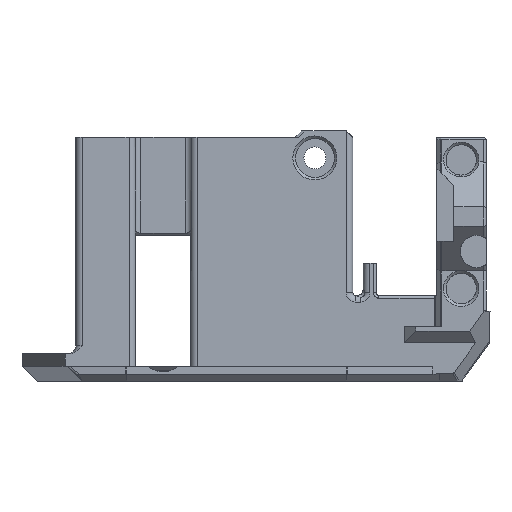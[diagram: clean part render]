
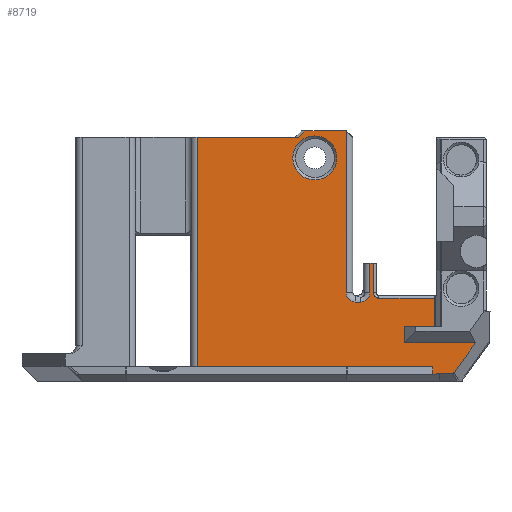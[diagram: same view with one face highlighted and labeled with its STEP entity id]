
A CAD part, left-side view. The second image highlights one B-rep face of the part: STEP entity #8719.
In plain terms, the highlighted planar face has unit normal (-1, 0, 0).
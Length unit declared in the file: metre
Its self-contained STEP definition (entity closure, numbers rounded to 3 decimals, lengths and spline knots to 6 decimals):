
#123=ELLIPSE('',#9290,0.000567,0.0004);
#124=ELLIPSE('',#9291,0.000602,0.0004);
#394=LINE('',#12921,#1234);
#413=LINE('',#13002,#1253);
#414=LINE('',#13005,#1254);
#415=LINE('',#13006,#1255);
#416=LINE('',#13008,#1256);
#417=LINE('',#13010,#1257);
#418=LINE('',#13014,#1258);
#419=LINE('',#13018,#1259);
#420=LINE('',#13020,#1260);
#421=LINE('',#13022,#1261);
#422=LINE('',#13024,#1262);
#423=LINE('',#13026,#1263);
#424=LINE('',#13028,#1264);
#425=LINE('',#13032,#1265);
#426=LINE('',#13034,#1266);
#427=LINE('',#13036,#1267);
#428=LINE('',#13040,#1268);
#429=LINE('',#13041,#1269);
#430=LINE('',#13043,#1270);
#1234=VECTOR('',#10284,1.);
#1253=VECTOR('',#10371,1.);
#1254=VECTOR('',#10372,1.);
#1255=VECTOR('',#10373,1.);
#1256=VECTOR('',#10374,1.);
#1257=VECTOR('',#10375,1.);
#1258=VECTOR('',#10378,1.);
#1259=VECTOR('',#10381,1.);
#1260=VECTOR('',#10382,1.);
#1261=VECTOR('',#10383,1.);
#1262=VECTOR('',#10384,1.);
#1263=VECTOR('',#10385,1.);
#1264=VECTOR('',#10386,1.);
#1265=VECTOR('',#10389,1.);
#1266=VECTOR('',#10390,1.);
#1267=VECTOR('',#10391,1.);
#1268=VECTOR('',#10394,1.);
#1269=VECTOR('',#10395,1.);
#1270=VECTOR('',#10396,1.);
#1964=PLANE('',#9288);
#2632=ORIENTED_EDGE('',*,*,#5272,.F.);
#2633=ORIENTED_EDGE('',*,*,#5273,.F.);
#2634=ORIENTED_EDGE('',*,*,#5274,.T.);
#2635=ORIENTED_EDGE('',*,*,#5233,.F.);
#2636=ORIENTED_EDGE('',*,*,#5275,.F.);
#2637=ORIENTED_EDGE('',*,*,#5276,.F.);
#2638=ORIENTED_EDGE('',*,*,#5277,.T.);
#2639=ORIENTED_EDGE('',*,*,#5278,.F.);
#2640=ORIENTED_EDGE('',*,*,#5279,.F.);
#2641=ORIENTED_EDGE('',*,*,#5280,.F.);
#2642=ORIENTED_EDGE('',*,*,#5281,.F.);
#2643=ORIENTED_EDGE('',*,*,#5282,.F.);
#2644=ORIENTED_EDGE('',*,*,#5283,.F.);
#2645=ORIENTED_EDGE('',*,*,#5284,.F.);
#2646=ORIENTED_EDGE('',*,*,#5285,.F.);
#2647=ORIENTED_EDGE('',*,*,#5286,.F.);
#2648=ORIENTED_EDGE('',*,*,#5287,.F.);
#2649=ORIENTED_EDGE('',*,*,#5288,.F.);
#2650=ORIENTED_EDGE('',*,*,#5289,.T.);
#2651=ORIENTED_EDGE('',*,*,#5290,.F.);
#2652=ORIENTED_EDGE('',*,*,#5291,.F.);
#2653=ORIENTED_EDGE('',*,*,#5292,.F.);
#2654=ORIENTED_EDGE('',*,*,#5268,.F.);
#2655=ORIENTED_EDGE('',*,*,#5293,.F.);
#2656=ORIENTED_EDGE('',*,*,#5294,.F.);
#5233=EDGE_CURVE('',#6557,#6558,#394,.T.);
#5268=EDGE_CURVE('',#6581,#6582,#7284,.T.);
#5272=EDGE_CURVE('',#6585,#6585,#7288,.T.);
#5273=EDGE_CURVE('',#6586,#6587,#413,.T.);
#5274=EDGE_CURVE('',#6586,#6558,#414,.T.);
#5275=EDGE_CURVE('',#6588,#6557,#415,.T.);
#5276=EDGE_CURVE('',#6589,#6588,#416,.T.);
#5277=EDGE_CURVE('',#6589,#6590,#417,.T.);
#5278=EDGE_CURVE('',#6591,#6590,#123,.T.);
#5279=EDGE_CURVE('',#6592,#6591,#418,.T.);
#5280=EDGE_CURVE('',#6593,#6592,#124,.T.);
#5281=EDGE_CURVE('',#6594,#6593,#419,.T.);
#5282=EDGE_CURVE('',#6595,#6594,#420,.T.);
#5283=EDGE_CURVE('',#6596,#6595,#421,.T.);
#5284=EDGE_CURVE('',#6597,#6596,#422,.T.);
#5285=EDGE_CURVE('',#6598,#6597,#423,.T.);
#5286=EDGE_CURVE('',#6599,#6598,#424,.T.);
#5287=EDGE_CURVE('',#6600,#6599,#7289,.T.);
#5288=EDGE_CURVE('',#6601,#6600,#425,.T.);
#5289=EDGE_CURVE('',#6601,#6602,#426,.T.);
#5290=EDGE_CURVE('',#6603,#6602,#427,.T.);
#5291=EDGE_CURVE('',#6604,#6603,#7290,.T.);
#5292=EDGE_CURVE('',#6582,#6604,#428,.T.);
#5293=EDGE_CURVE('',#6605,#6581,#429,.T.);
#5294=EDGE_CURVE('',#6587,#6605,#430,.T.);
#6557=VERTEX_POINT('',#12920);
#6558=VERTEX_POINT('',#12922);
#6581=VERTEX_POINT('',#12992);
#6582=VERTEX_POINT('',#12993);
#6585=VERTEX_POINT('',#13001);
#6586=VERTEX_POINT('',#13003);
#6587=VERTEX_POINT('',#13004);
#6588=VERTEX_POINT('',#13007);
#6589=VERTEX_POINT('',#13009);
#6590=VERTEX_POINT('',#13011);
#6591=VERTEX_POINT('',#13013);
#6592=VERTEX_POINT('',#13015);
#6593=VERTEX_POINT('',#13017);
#6594=VERTEX_POINT('',#13019);
#6595=VERTEX_POINT('',#13021);
#6596=VERTEX_POINT('',#13023);
#6597=VERTEX_POINT('',#13025);
#6598=VERTEX_POINT('',#13027);
#6599=VERTEX_POINT('',#13029);
#6600=VERTEX_POINT('',#13031);
#6601=VERTEX_POINT('',#13033);
#6602=VERTEX_POINT('',#13035);
#6603=VERTEX_POINT('',#13037);
#6604=VERTEX_POINT('',#13039);
#6605=VERTEX_POINT('',#13042);
#7284=CIRCLE('',#9284,0.0014);
#7288=CIRCLE('',#9289,0.0034);
#7289=CIRCLE('',#9292,0.0008);
#7290=CIRCLE('',#9293,0.0014);
#7498=EDGE_LOOP('',(#2632));
#7499=EDGE_LOOP('',(#2633,#2634,#2635,#2636,#2637,#2638,#2639,#2640,#2641,
#2642,#2643,#2644,#2645,#2646,#2647,#2648,#2649,#2650,#2651,#2652,#2653,
#2654,#2655,#2656));
#8038=FACE_BOUND('',#7498,.T.);
#8039=FACE_BOUND('',#7499,.T.);
#8719=ADVANCED_FACE('',(#8038,#8039),#1964,.T.);
#9284=AXIS2_PLACEMENT_3D('',#12991,#10359,#10360);
#9288=AXIS2_PLACEMENT_3D('',#12999,#10367,#10368);
#9289=AXIS2_PLACEMENT_3D('',#13000,#10369,#10370);
#9290=AXIS2_PLACEMENT_3D('',#13012,#10376,#10377);
#9291=AXIS2_PLACEMENT_3D('',#13016,#10379,#10380);
#9292=AXIS2_PLACEMENT_3D('',#13030,#10387,#10388);
#9293=AXIS2_PLACEMENT_3D('',#13038,#10392,#10393);
#10284=DIRECTION('',(0.,0.,1.));
#10359=DIRECTION('',(-1.,0.,0.));
#10360=DIRECTION('',(0.,1.,0.));
#10367=DIRECTION('',(-1.,0.,0.));
#10368=DIRECTION('',(0.,-1.,0.));
#10369=DIRECTION('',(-1.,0.,0.));
#10370=DIRECTION('',(0.,-1.,0.));
#10371=DIRECTION('',(0.,-0.707,0.707));
#10372=DIRECTION('',(0.,1.,0.));
#10373=DIRECTION('',(0.,1.,0.));
#10374=DIRECTION('',(0.,0.,1.));
#10375=DIRECTION('',(0.,-0.984,0.176));
#10376=DIRECTION('',(-1.,0.,0.));
#10377=DIRECTION('',(0.,0.09,-0.996));
#10378=DIRECTION('',(0.,1.,0.));
#10379=DIRECTION('',(1.,0.,0.));
#10380=DIRECTION('',(0.,0.458,0.889));
#10381=DIRECTION('',(0.,0.581,-0.814));
#10382=DIRECTION('',(0.,-1.,0.));
#10383=DIRECTION('',(0.,0.,-1.));
#10384=DIRECTION('',(0.,1.,0.));
#10385=DIRECTION('',(0.,0.,-1.));
#10386=DIRECTION('',(0.,-1.,0.));
#10387=DIRECTION('',(-1.,0.,0.));
#10388=DIRECTION('',(0.,-1.,0.));
#10389=DIRECTION('',(0.,0.,-1.));
#10390=DIRECTION('',(0.,1.,0.));
#10391=DIRECTION('',(0.,0.,1.));
#10392=DIRECTION('',(-1.,0.,0.));
#10393=DIRECTION('',(0.,1.,0.));
#10394=DIRECTION('',(0.,-1.,0.));
#10395=DIRECTION('',(0.,0.,-1.));
#10396=DIRECTION('',(0.,-1.,0.));
#12920=CARTESIAN_POINT('',(-0.246684,0.109629,0.0022));
#12921=CARTESIAN_POINT('',(-0.246684,0.109629,0.020415));
#12922=CARTESIAN_POINT('',(-0.246684,0.109629,0.03763));
#12991=CARTESIAN_POINT('',(-0.246684,0.085154,0.0136));
#12992=CARTESIAN_POINT('',(-0.246684,0.086554,0.0136));
#12993=CARTESIAN_POINT('',(-0.246684,0.085154,0.0122));
#12999=CARTESIAN_POINT('',(-0.246684,0.128379,0.0032));
#13000=CARTESIAN_POINT('',(-0.246684,0.09142,0.034464));
#13001=CARTESIAN_POINT('',(-0.246684,0.08802,0.034464));
#13002=CARTESIAN_POINT('',(-0.246684,0.108941,0.022652));
#13003=CARTESIAN_POINT('',(-0.246684,0.093965,0.03763));
#13004=CARTESIAN_POINT('',(-0.246684,0.092963,0.03863));
#13005=CARTESIAN_POINT('',(-0.246684,0.128379,0.03763));
#13006=CARTESIAN_POINT('',(-0.246684,0.09867,0.0022));
#13007=CARTESIAN_POINT('',(-0.246684,0.07318,0.0022));
#13008=CARTESIAN_POINT('',(-0.246684,0.07318,0.0024));
#13009=CARTESIAN_POINT('',(-0.246684,0.07318,0.001006));
#13010=CARTESIAN_POINT('',(-0.246684,0.126279,-0.008512));
#13011=CARTESIAN_POINT('',(-0.246684,0.072126,0.001195));
#13012=CARTESIAN_POINT('',(-0.246684,0.072101,0.000634));
#13013=CARTESIAN_POINT('',(-0.246684,0.072075,0.0012));
#13014=CARTESIAN_POINT('',(-0.246684,0.110768,0.0012));
#13015=CARTESIAN_POINT('',(-0.246684,0.070108,0.0012));
#13016=CARTESIAN_POINT('',(-0.246684,0.070253,0.001766));
#13017=CARTESIAN_POINT('',(-0.246684,0.069878,0.001318));
#13018=CARTESIAN_POINT('',(-0.246684,0.069573,0.001745));
#13019=CARTESIAN_POINT('',(-0.246684,0.066605,0.0059));
#13020=CARTESIAN_POINT('',(-0.246684,0.071641,0.0059));
#13021=CARTESIAN_POINT('',(-0.246684,0.077621,0.0059));
#13022=CARTESIAN_POINT('',(-0.246684,0.077621,0.0045));
#13023=CARTESIAN_POINT('',(-0.246684,0.077621,0.0084));
#13024=CARTESIAN_POINT('',(-0.246684,0.077721,0.0084));
#13025=CARTESIAN_POINT('',(-0.246684,0.072965,0.0084));
#13026=CARTESIAN_POINT('',(-0.246684,0.072965,0.019315));
#13027=CARTESIAN_POINT('',(-0.246684,0.072965,0.0128));
#13028=CARTESIAN_POINT('',(-0.246684,0.097188,0.0128));
#13029=CARTESIAN_POINT('',(-0.246684,0.081546,0.0128));
#13030=CARTESIAN_POINT('',(-0.246684,0.081546,0.0136));
#13031=CARTESIAN_POINT('',(-0.246684,0.082346,0.0136));
#13032=CARTESIAN_POINT('',(-0.246684,0.082346,0.0082));
#13033=CARTESIAN_POINT('',(-0.246684,0.082346,0.0182));
#13034=CARTESIAN_POINT('',(-0.246684,0.128379,0.0182));
#13035=CARTESIAN_POINT('',(-0.246684,0.082946,0.0182));
#13036=CARTESIAN_POINT('',(-0.246684,0.082946,0.0052));
#13037=CARTESIAN_POINT('',(-0.246684,0.082946,0.0136));
#13038=CARTESIAN_POINT('',(-0.246684,0.084346,0.0136));
#13039=CARTESIAN_POINT('',(-0.246684,0.084346,0.0122));
#13040=CARTESIAN_POINT('',(-0.246684,0.097188,0.0122));
#13041=CARTESIAN_POINT('',(-0.246684,0.086554,0.014308));
#13042=CARTESIAN_POINT('',(-0.246684,0.086554,0.03863));
#13043=CARTESIAN_POINT('',(-0.246684,0.09867,0.03863));
